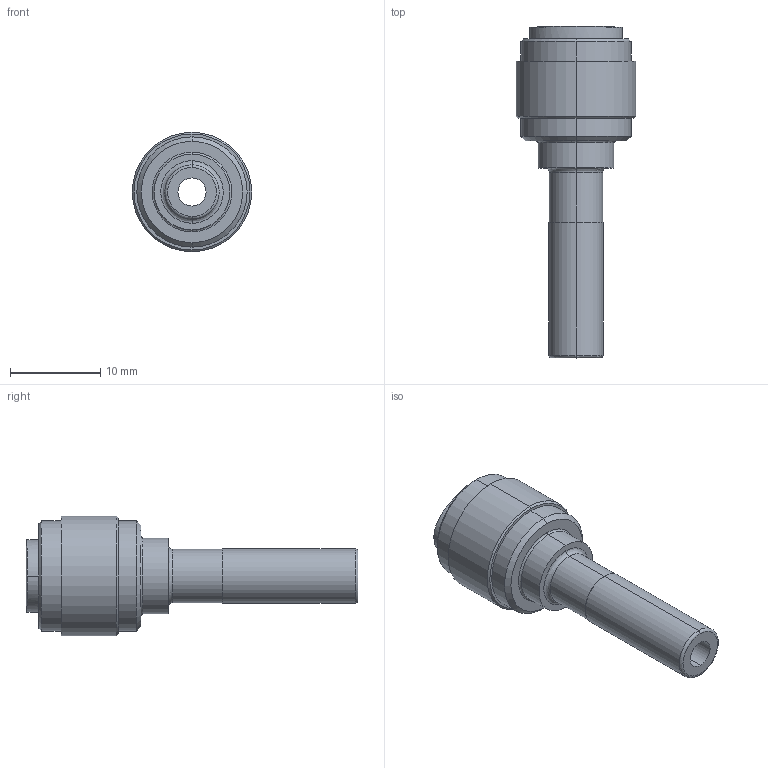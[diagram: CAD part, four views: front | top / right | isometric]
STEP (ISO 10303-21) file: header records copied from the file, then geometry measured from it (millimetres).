
FILE_DESCRIPTION (( 'STEP AP214' ), '1' );
FILE_NAME ('PR14-532-P.step', '2017-08-29T20:55:34', ( '' ), ( '' ), 'SwSTEP 2.0', 'SolidWorks 2017', '' );
FILE_SCHEMA (( 'AUTOMOTIVE_DESIGN' ));
Length unit declared in the file: inch
Products named in the file (1): PR14-532-P
Bounding box: 13.2 x 36.7 x 13.2 mm (x, y, z)
Volume: 1911 mm3; surface area: 1598.5 mm2
Topology: 1 solids, 1 shells, 43 faces, 88 edges, 54 vertices
Faces by surface type: cylinder 16, bspline 10, plane 9, cone 8
Entity records: 1560 total; most frequent: CARTESIAN_POINT 642, DIRECTION 188, ORIENTED_EDGE 176, EDGE_CURVE 88, AXIS2_PLACEMENT_3D 82, VERTEX_POINT 54, EDGE_LOOP 52, CIRCLE 48
